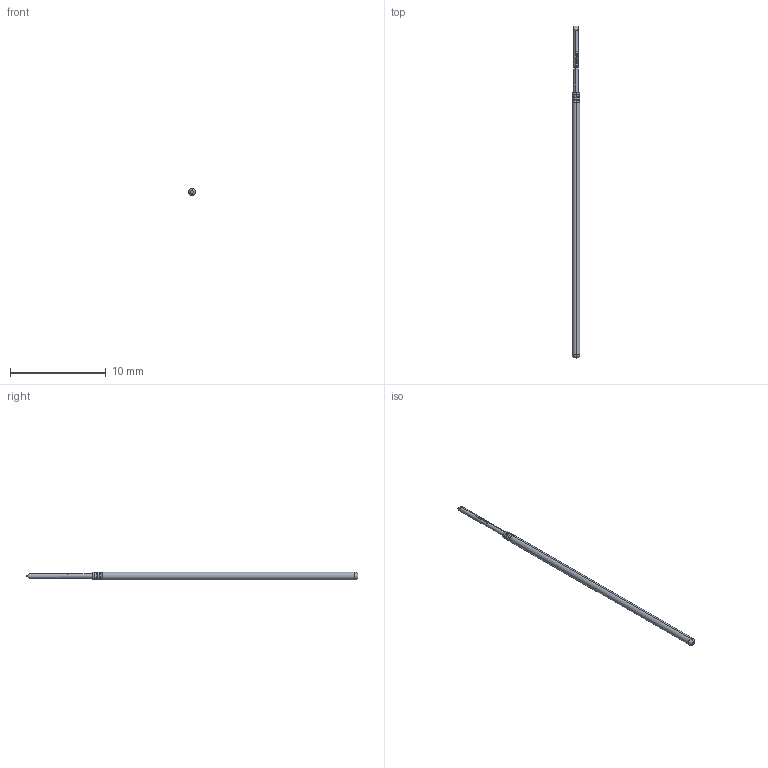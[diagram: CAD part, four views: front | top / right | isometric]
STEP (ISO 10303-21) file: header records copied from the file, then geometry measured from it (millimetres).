
FILE_DESCRIPTION (( 'STEP AP203' ), '1' );
FILE_NAME ('INGUN_GKS-550_238_050_A_xx00.STEP', '2021-12-20T10:26:58', ( 'ochi' ), ( '' ), 'SwSTEP 2.0', 'SolidWorks 2018', '' );
FILE_SCHEMA (( 'CONFIG_CONTROL_DESIGN' ));
Length unit declared in the file: millimetre
Products named in the file (1): INGUN_GKS-550_238_050_A_xx00
Bounding box: 0.78 x 34.6 x 0.78 mm (x, y, z)
Volume: 14.4 mm3; surface area: 79 mm2
Topology: 1 solids, 1 shells, 86 faces, 230 edges, 148 vertices
Faces by surface type: bspline 52, cylinder 18, torus 10, plane 6
Entity records: 3643 total; most frequent: CARTESIAN_POINT 1913, ORIENTED_EDGE 460, EDGE_CURVE 230, B_SPLINE_CURVE_WITH_KNOTS 175, DIRECTION 151, VERTEX_POINT 148, EDGE_LOOP 88, ADVANCED_FACE 86
